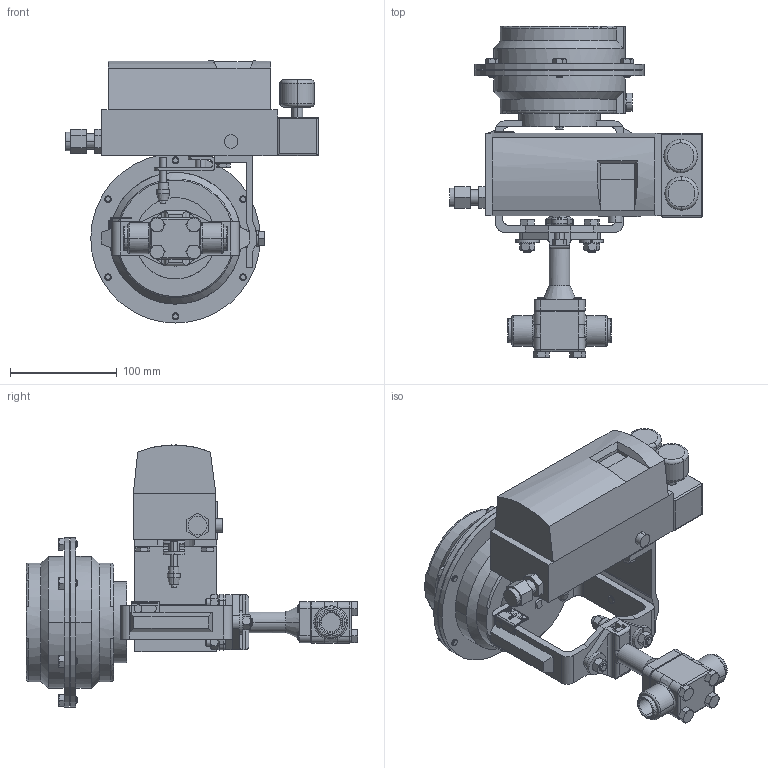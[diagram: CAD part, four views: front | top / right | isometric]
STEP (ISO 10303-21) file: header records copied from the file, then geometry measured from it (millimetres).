
FILE_DESCRIPTION (( 'STEP AP203' ), '1' );
FILE_NAME ('708SP-050-CS+S6-TN-14M-16IQ.STEP', '2017-09-14T13:21:15', ( '' ), ( '' ), 'SwSTEP 2.0', 'SolidWorks 2014', '' );
FILE_SCHEMA (( 'CONFIG_CONTROL_DESIGN' ));
Length unit declared in the file: inch
Products named in the file (1): 708SP-050-CS+S6-TN-14M-16IQ
Bounding box: 236.54 x 310.83 x 245.46 mm (x, y, z)
Volume: 2553066 mm3; surface area: 255193.9 mm2
Topology: 3 solids, 3 shells, 1034 faces, 2524 edges, 1570 vertices
Faces by surface type: plane 465, cylinder 235, cone 198, bspline 86, torus 48, sphere 2
Entity records: 38573 total; most frequent: CARTESIAN_POINT 14983, ORIENTED_EDGE 5032, DIRECTION 4652, EDGE_CURVE 2516, AXIS2_PLACEMENT_3D 1714, VERTEX_POINT 1570, VECTOR 1224, LINE 1224
